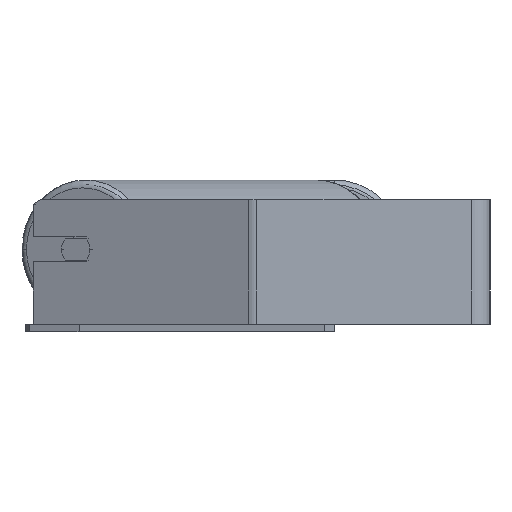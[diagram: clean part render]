
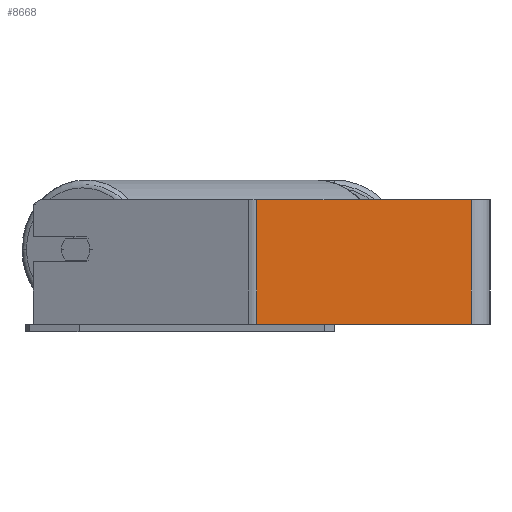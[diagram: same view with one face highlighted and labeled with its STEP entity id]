
A CAD part, left-side view. The second image highlights one B-rep face of the part: STEP entity #8668.
In plain terms, the highlighted planar face has unit normal (-1, 0, 0).
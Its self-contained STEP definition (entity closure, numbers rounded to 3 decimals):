
#282 = VECTOR ( 'NONE', #916, 1000. ) ;
#309 = CARTESIAN_POINT ( 'NONE',  ( -605., 152.25, 40. ) ) ;
#496 = LINE ( 'NONE', #6074, #8845 ) ;
#742 = CARTESIAN_POINT ( 'NONE',  ( -605., 149.59, 40. ) ) ;
#916 = DIRECTION ( 'NONE',  ( 0., 0., -1. ) ) ;
#1258 = VECTOR ( 'NONE', #8862, 1000. ) ;
#2170 = LINE ( 'NONE', #2859, #5374 ) ;
#2504 = DIRECTION ( 'NONE',  ( 1., 0., 0. ) ) ;
#2514 = LINE ( 'NONE', #6669, #1258 ) ;
#2606 = DIRECTION ( 'NONE',  ( 0., -1., 0. ) ) ;
#2859 = CARTESIAN_POINT ( 'NONE',  ( -605., 12., 40. ) ) ;
#2893 = VERTEX_POINT ( 'NONE', #742 ) ;
#2922 = AXIS2_PLACEMENT_3D ( 'NONE', #309, #2504, #6015 ) ;
#3015 = CARTESIAN_POINT ( 'NONE',  ( -605., 149.59, 40. ) ) ;
#3185 = VERTEX_POINT ( 'NONE', #8329 ) ;
#3235 = FACE_OUTER_BOUND ( 'NONE', #8918, .T. ) ;
#3519 = EDGE_CURVE ( 'NONE', #3185, #5971, #2514, .T. ) ;
#3537 = EDGE_CURVE ( 'NONE', #2893, #8350, #496, .T. ) ;
#3634 = DIRECTION ( 'NONE',  ( 0., 0., -1. ) ) ;
#5374 = VECTOR ( 'NONE', #3634, 1000. ) ;
#5774 = ORIENTED_EDGE ( 'NONE', *, *, #8216, .T. ) ;
#5971 = VERTEX_POINT ( 'NONE', #8562 ) ;
#6015 = DIRECTION ( 'NONE',  ( 0., 0., -1. ) ) ;
#6074 = CARTESIAN_POINT ( 'NONE',  ( -605., 152.25, 40. ) ) ;
#6669 = CARTESIAN_POINT ( 'NONE',  ( -605., 152.25, -40. ) ) ;
#6926 = EDGE_CURVE ( 'NONE', #8350, #5971, #2170, .T. ) ;
#7163 = LINE ( 'NONE', #3015, #282 ) ;
#7983 = ORIENTED_EDGE ( 'NONE', *, *, #6926, .F. ) ;
#8077 = ORIENTED_EDGE ( 'NONE', *, *, #3519, .T. ) ;
#8139 = CARTESIAN_POINT ( 'NONE',  ( -605., 12., 40. ) ) ;
#8216 = EDGE_CURVE ( 'NONE', #2893, #3185, #7163, .T. ) ;
#8329 = CARTESIAN_POINT ( 'NONE',  ( -605., 149.59, -40. ) ) ;
#8333 = ORIENTED_EDGE ( 'NONE', *, *, #3537, .F. ) ;
#8350 = VERTEX_POINT ( 'NONE', #8139 ) ;
#8562 = CARTESIAN_POINT ( 'NONE',  ( -605., 12., -40. ) ) ;
#8668 = ADVANCED_FACE ( 'NONE', ( #3235 ), #8669, .F. ) ;
#8669 = PLANE ( 'NONE',  #2922 ) ;
#8845 = VECTOR ( 'NONE', #2606, 1000. ) ;
#8862 = DIRECTION ( 'NONE',  ( 0., -1., 0. ) ) ;
#8918 = EDGE_LOOP ( 'NONE', ( #8077, #7983, #8333, #5774 ) ) ;
